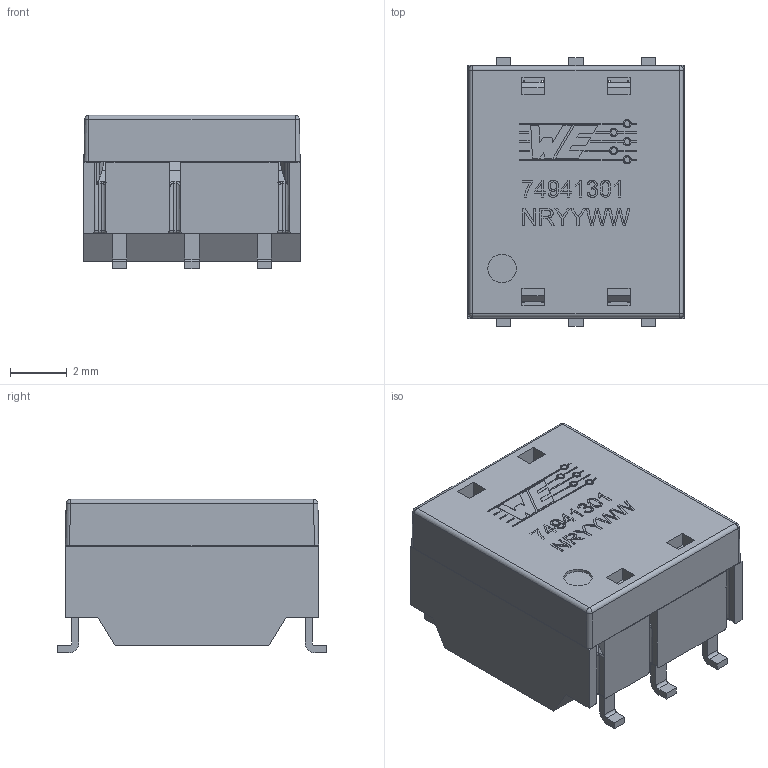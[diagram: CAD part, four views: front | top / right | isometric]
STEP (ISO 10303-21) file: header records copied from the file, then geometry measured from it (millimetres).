
FILE_DESCRIPTION(/* description */ ('Unknown'),/* implementation_level */ '2;1');
FILE_NAME(/* name */ '74941301',/* time_stamp */ '2020-09-02T14:07:21+02:00',/* author */ ('Unknown'),/* organization */ ('Unknown'),/* preprocessor_version */ 'ST-DEVELOPER v16.7',/* originating_system */ 'DEX',/* authorisation */ $);
FILE_SCHEMA (('AUTOMOTIVE_DESIGN {1 0 10303 214 3 1 1}'));
Length unit declared in the file: millimetre
Products named in the file (3): 74941301; base; case
Assembly tree (2 placements, depth 2):
  74941301
    base
    case
Bounding box: 7.6 x 9.45 x 5.41 mm (x, y, z)
Volume: 186.9 mm3; surface area: 624.9 mm2
Topology: 7 solids, 7 shells, 574 faces, 1518 edges, 981 vertices
Faces by surface type: plane 410, cylinder 82, bspline 65, torus 13, sphere 4
Full cylindrical faces by diameter (mm): 0.2 x5, 1 x3
Entity records: 22811 total; most frequent: CARTESIAN_POINT 5513, ORIENTED_EDGE 3004, DIRECTION 2297, EDGE_CURVE 1502, VERTEX_POINT 981, LINE 951, VECTOR 951, AXIS2_PLACEMENT_3D 673
